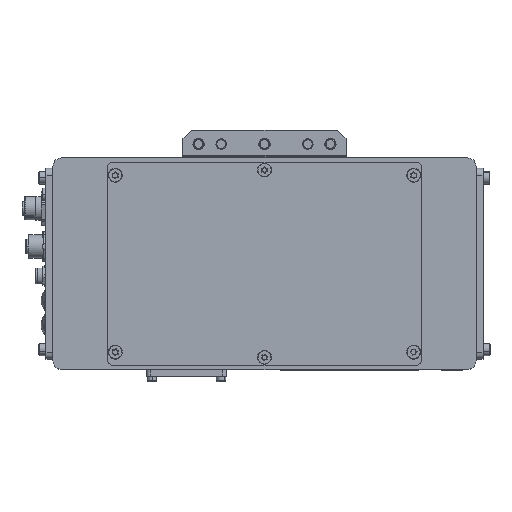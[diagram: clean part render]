
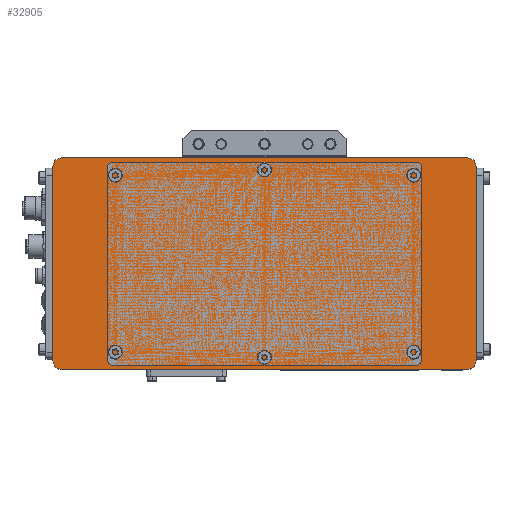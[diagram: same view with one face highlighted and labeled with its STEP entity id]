
A CAD part, top view. The second image highlights one B-rep face of the part: STEP entity #32905.
In plain terms, the highlighted planar face has unit normal (0, 0, 1).
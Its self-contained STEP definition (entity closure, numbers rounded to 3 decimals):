
#8212 = AXIS2_PLACEMENT_3D ( 'NONE', #174050, #160046, #47171 ) ;
#10392 = DIRECTION ( 'NONE',  ( 0., 0., 1. ) ) ;
#13768 = CARTESIAN_POINT ( 'NONE',  ( 117., -130., 50. ) ) ;
#14201 = VECTOR ( 'NONE', #39459, 1000. ) ;
#15088 = AXIS2_PLACEMENT_3D ( 'NONE', #123547, #48930, #109535 ) ;
#18444 = FACE_OUTER_BOUND ( 'NONE', #28741, .T. ) ;
#23839 = CIRCLE ( 'NONE', #71523, 5. ) ;
#25054 = VERTEX_POINT ( 'NONE', #134771 ) ;
#28741 = EDGE_LOOP ( 'NONE', ( #183893, #98637, #37496, #90105, #145695, #97395, #82555, #115681 ) ) ;
#32905 = ADVANCED_FACE ( 'NONE', ( #18444 ), #104189, .F. ) ;
#37496 = ORIENTED_EDGE ( 'NONE', *, *, #110025, .T. ) ;
#39459 = DIRECTION ( 'NONE',  ( 0., 1., 0. ) ) ;
#39991 = CARTESIAN_POINT ( 'NONE',  ( 117., -13., 50. ) ) ;
#40050 = VERTEX_POINT ( 'NONE', #178040 ) ;
#41693 = DIRECTION ( 'NONE',  ( 1., 0., 0. ) ) ;
#41965 = CARTESIAN_POINT ( 'NONE',  ( 117., -125., 50. ) ) ;
#42437 = EDGE_CURVE ( 'NONE', #128139, #75264, #82321, .T. ) ;
#44829 = AXIS2_PLACEMENT_3D ( 'NONE', #181269, #166361, #93546 ) ;
#47171 = DIRECTION ( 'NONE',  ( -1., 0., 0. ) ) ;
#48930 = DIRECTION ( 'NONE',  ( 0., 0., 1. ) ) ;
#51844 = VERTEX_POINT ( 'NONE', #175683 ) ;
#53960 = DIRECTION ( 'NONE',  ( 0., 0., 1. ) ) ;
#55243 = CARTESIAN_POINT ( 'NONE',  ( 122., -13., 50. ) ) ;
#63446 = LINE ( 'NONE', #88658, #177353 ) ;
#71523 = AXIS2_PLACEMENT_3D ( 'NONE', #39991, #53960, #151964 ) ;
#75264 = VERTEX_POINT ( 'NONE', #170311 ) ;
#79588 = CARTESIAN_POINT ( 'NONE',  ( 117., -8., 50. ) ) ;
#82321 = LINE ( 'NONE', #55243, #14201 ) ;
#82555 = ORIENTED_EDGE ( 'NONE', *, *, #42437, .T. ) ;
#85288 = CARTESIAN_POINT ( 'NONE',  ( 47., -8., 50. ) ) ;
#88586 = CIRCLE ( 'NONE', #8212, 5. ) ;
#88658 = CARTESIAN_POINT ( 'NONE',  ( -122., -125., 50. ) ) ;
#90105 = ORIENTED_EDGE ( 'NONE', *, *, #179574, .T. ) ;
#90798 = AXIS2_PLACEMENT_3D ( 'NONE', #41965, #10392, #137233 ) ;
#93105 = CARTESIAN_POINT ( 'NONE',  ( -117., -8., 50. ) ) ;
#93546 = DIRECTION ( 'NONE',  ( -1., 0., 0. ) ) ;
#97395 = ORIENTED_EDGE ( 'NONE', *, *, #144796, .T. ) ;
#97915 = VERTEX_POINT ( 'NONE', #79588 ) ;
#98637 = ORIENTED_EDGE ( 'NONE', *, *, #167551, .T. ) ;
#99734 = CIRCLE ( 'NONE', #90798, 5. ) ;
#104189 = PLANE ( 'NONE',  #44829 ) ;
#104783 = VECTOR ( 'NONE', #143208, 1000. ) ;
#109535 = DIRECTION ( 'NONE',  ( -1., 0., 0. ) ) ;
#110025 = EDGE_CURVE ( 'NONE', #118244, #25054, #63446, .T. ) ;
#115681 = ORIENTED_EDGE ( 'NONE', *, *, #123518, .T. ) ;
#118244 = VERTEX_POINT ( 'NONE', #164335 ) ;
#123518 = EDGE_CURVE ( 'NONE', #75264, #97915, #23839, .T. ) ;
#123547 = CARTESIAN_POINT ( 'NONE',  ( -117., -13., 50. ) ) ;
#128139 = VERTEX_POINT ( 'NONE', #151121 ) ;
#134771 = CARTESIAN_POINT ( 'NONE',  ( -122., -125., 50. ) ) ;
#137233 = DIRECTION ( 'NONE',  ( -1., 0., 0. ) ) ;
#143208 = DIRECTION ( 'NONE',  ( -1., 0., 0. ) ) ;
#143395 = LINE ( 'NONE', #13768, #184469 ) ;
#144796 = EDGE_CURVE ( 'NONE', #40050, #128139, #99734, .T. ) ;
#145662 = DIRECTION ( 'NONE',  ( 0., -1., 0. ) ) ;
#145695 = ORIENTED_EDGE ( 'NONE', *, *, #161823, .T. ) ;
#151121 = CARTESIAN_POINT ( 'NONE',  ( 122., -125., 50. ) ) ;
#151964 = DIRECTION ( 'NONE',  ( -1., 0., 0. ) ) ;
#156210 = LINE ( 'NONE', #85288, #104783 ) ;
#160046 = DIRECTION ( 'NONE',  ( 0., 0., 1. ) ) ;
#161823 = EDGE_CURVE ( 'NONE', #51844, #40050, #143395, .T. ) ;
#163177 = EDGE_CURVE ( 'NONE', #97915, #166135, #156210, .T. ) ;
#164335 = CARTESIAN_POINT ( 'NONE',  ( -122., -13., 50. ) ) ;
#166135 = VERTEX_POINT ( 'NONE', #93105 ) ;
#166361 = DIRECTION ( 'NONE',  ( 0., 0., -1. ) ) ;
#167551 = EDGE_CURVE ( 'NONE', #166135, #118244, #172926, .T. ) ;
#170311 = CARTESIAN_POINT ( 'NONE',  ( 122., -13., 50. ) ) ;
#172926 = CIRCLE ( 'NONE', #15088, 5. ) ;
#174050 = CARTESIAN_POINT ( 'NONE',  ( -117., -125., 50. ) ) ;
#175683 = CARTESIAN_POINT ( 'NONE',  ( -117., -130., 50. ) ) ;
#177353 = VECTOR ( 'NONE', #145662, 1000. ) ;
#178040 = CARTESIAN_POINT ( 'NONE',  ( 117., -130., 50. ) ) ;
#179574 = EDGE_CURVE ( 'NONE', #25054, #51844, #88586, .T. ) ;
#181269 = CARTESIAN_POINT ( 'NONE',  ( 117., -125., 50. ) ) ;
#183893 = ORIENTED_EDGE ( 'NONE', *, *, #163177, .T. ) ;
#184469 = VECTOR ( 'NONE', #41693, 1000. ) ;
